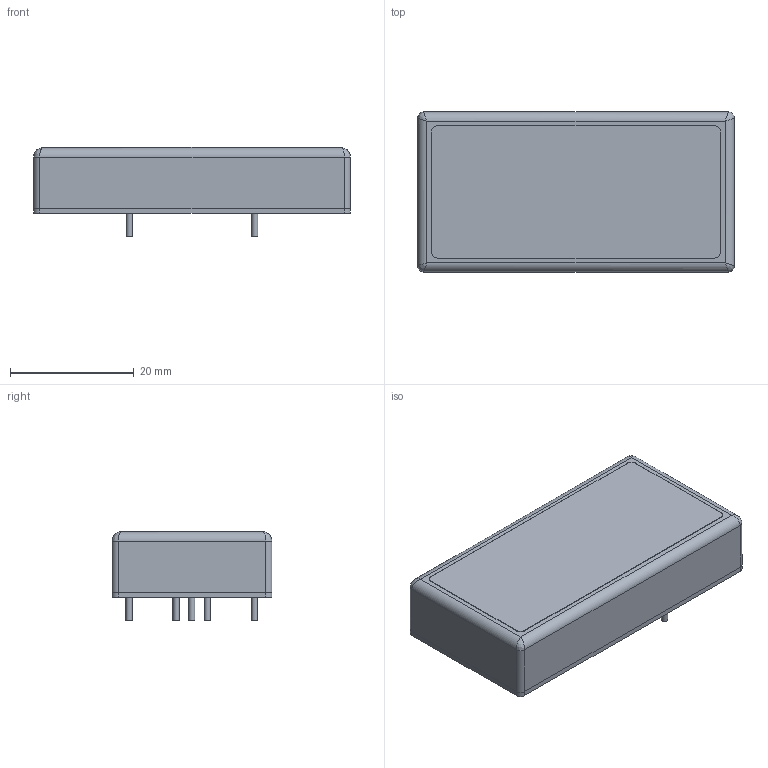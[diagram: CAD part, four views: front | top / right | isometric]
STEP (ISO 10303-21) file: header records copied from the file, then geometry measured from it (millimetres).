
FILE_DESCRIPTION(/* description */ (''),/* implementation_level */ '2;1');
FILE_NAME(/* name */ 'DCDC_TRACO_TEN20.stp',/* time_stamp */ '2016-04-27T13:10:35+02:00',/* author */ ('riccim'),/* organization */ (''),/* preprocessor_version */ 'ST-DEVELOPER v15.5',/* originating_system */ 'AutoCAD Mechanical',/* authorisation */ '');
FILE_SCHEMA (('AUTOMOTIVE_DESIGN { 1 0 10303 214 3 1 1 }'));
Length unit declared in the file: millimetre
Products named in the file (1): Product
Bounding box: 51.3 x 25.9 x 14.5 mm (x, y, z)
Volume: 14119.9 mm3; surface area: 8926 mm2
Topology: 9 solids, 9 shells, 56 faces, 106 edges, 64 vertices
Faces by surface type: plane 30, cylinder 22, bspline 4
Full cylindrical faces by diameter (mm): 1 x6
Entity records: 1565 total; most frequent: CARTESIAN_POINT 405, DIRECTION 246, ORIENTED_EDGE 192, AXIS2_PLACEMENT_3D 97, EDGE_CURVE 96, VERTEX_POINT 64, EDGE_LOOP 62, FACE_OUTER_BOUND 56
